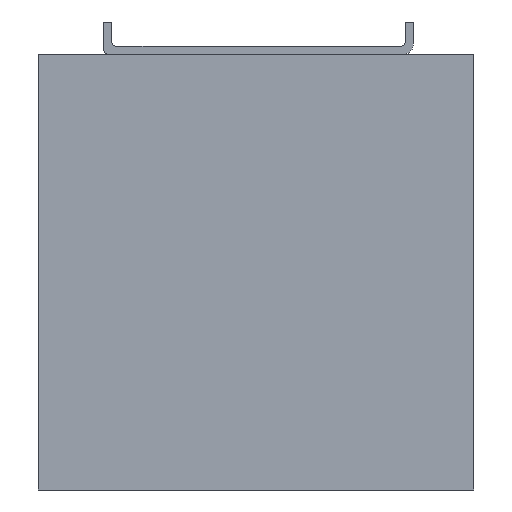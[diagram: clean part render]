
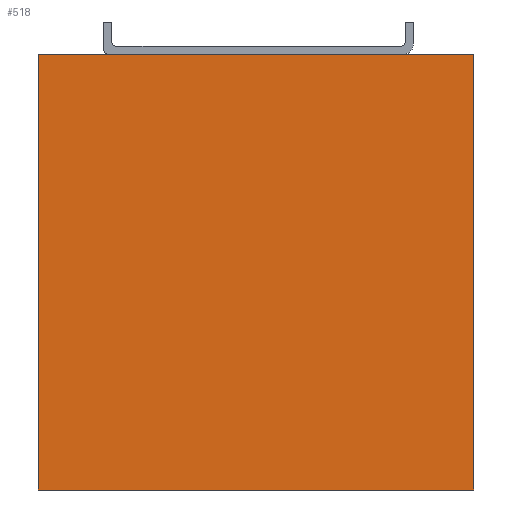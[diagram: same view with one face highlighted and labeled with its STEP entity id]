
A CAD part, front view. The second image highlights one B-rep face of the part: STEP entity #518.
In plain terms, the highlighted planar face has unit normal (0, -1, 0).
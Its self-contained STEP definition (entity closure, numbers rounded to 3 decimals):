
#64=ORIENTED_EDGE('',*,*,#184,.T.);
#65=ORIENTED_EDGE('',*,*,#196,.T.);
#66=ORIENTED_EDGE('',*,*,#176,.T.);
#67=ORIENTED_EDGE('',*,*,#198,.T.);
#176=EDGE_CURVE('',#248,#249,#296,.T.);
#184=EDGE_CURVE('',#256,#257,#304,.T.);
#196=EDGE_CURVE('',#257,#248,#316,.T.);
#198=EDGE_CURVE('',#249,#256,#318,.T.);
#248=VERTEX_POINT('',#735);
#249=VERTEX_POINT('',#736);
#256=VERTEX_POINT('',#752);
#257=VERTEX_POINT('',#753);
#296=LINE('',#734,#360);
#304=LINE('',#751,#368);
#316=LINE('',#776,#380);
#318=LINE('',#779,#382);
#360=VECTOR('',#596,1000.);
#368=VECTOR('',#606,1000.);
#380=VECTOR('',#620,1000.);
#382=VECTOR('',#624,1000.);
#432=EDGE_LOOP('',(#64,#65,#66,#67));
#464=FACE_BOUND('',#432,.T.);
#493=PLANE('',#560);
#518=ADVANCED_FACE('',(#464),#493,.T.);
#560=AXIS2_PLACEMENT_3D('',#782,#628,#629);
#596=DIRECTION('',(-1.,0.,0.));
#606=DIRECTION('',(1.,0.,0.));
#620=DIRECTION('',(0.,0.,1.));
#624=DIRECTION('',(0.,0.,-1.));
#628=DIRECTION('',(0.,-1.,0.));
#629=DIRECTION('',(0.,0.,-1.));
#734=CARTESIAN_POINT('',(40.,0.,40.));
#735=CARTESIAN_POINT('',(40.,0.,40.));
#736=CARTESIAN_POINT('',(-40.,0.,40.));
#751=CARTESIAN_POINT('',(-40.,0.,-40.));
#752=CARTESIAN_POINT('',(-40.,0.,-40.));
#753=CARTESIAN_POINT('',(40.,0.,-40.));
#776=CARTESIAN_POINT('',(40.,0.,-40.));
#779=CARTESIAN_POINT('',(-40.,0.,40.));
#782=CARTESIAN_POINT('',(0.,0.,0.));
